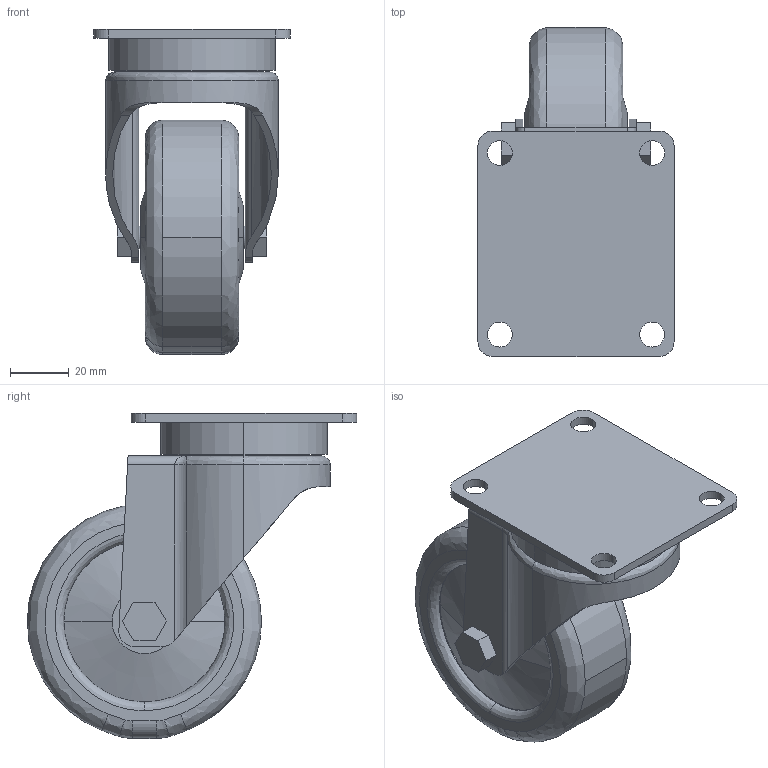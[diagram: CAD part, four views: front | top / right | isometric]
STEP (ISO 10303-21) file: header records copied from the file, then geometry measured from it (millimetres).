
FILE_DESCRIPTION (( 'STEP AP214' ), '1' );
FILE_NAME ('7420160', '2019-02-04T12:25:45', ( '' ), ('JUGARD+KÜNSTNER GmbH'), 'SwSTEP 2.0', 'SolidWorks 2017', '' );
FILE_SCHEMA (( 'AUTOMOTIVE_DESIGN' ));
Length unit declared in the file: millimetre
Products named in the file (1): 7420160_CNAJF00
Bounding box: 67 x 112.5 x 111 mm (x, y, z)
Volume: 190193.2 mm3; surface area: 50778.9 mm2
Topology: 1 solids, 1 shells, 131 faces, 332 edges, 210 vertices
Faces by surface type: cylinder 59, plane 40, bspline 28, cone 4
Entity records: 6593 total; most frequent: CARTESIAN_POINT 2103, ORIENTED_EDGE 656, DIRECTION 600, EDGE_CURVE 328, AXIS2_PLACEMENT_3D 230, VERTEX_POINT 210, EDGE_LOOP 152, VECTOR 140
